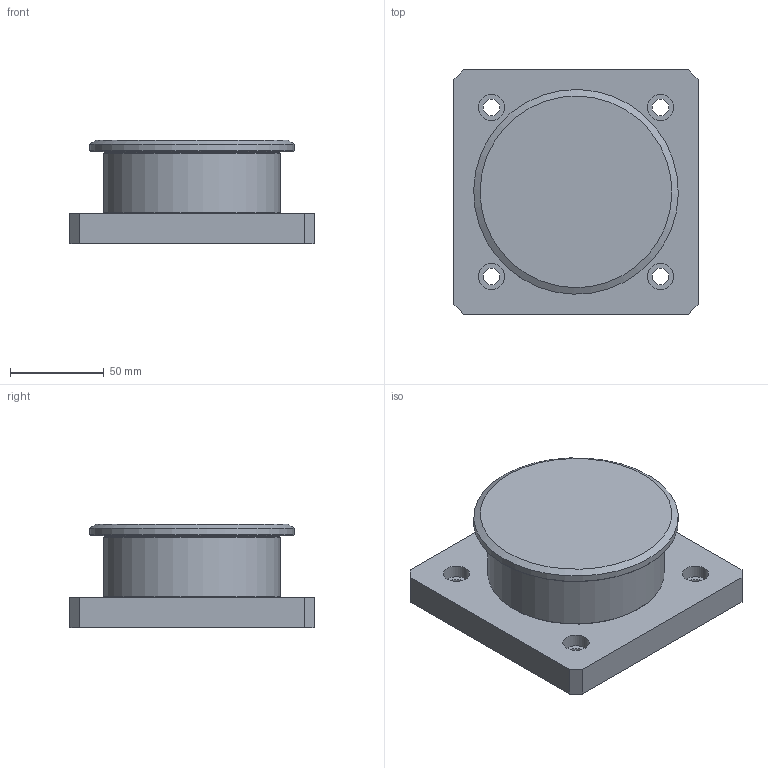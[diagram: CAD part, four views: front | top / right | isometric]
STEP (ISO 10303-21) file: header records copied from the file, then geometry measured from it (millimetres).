
FILE_DESCRIPTION(/* description */ (''),/* implementation_level */ '2;1');
FILE_NAME(/* name */ 'EFFU-300-N-SUS.stp',/* time_stamp */ '2018-09-20T13:09:55+09:00',/* author */ ('idt-l'),/* organization */ (''),/* preprocessor_version */ 'ST-DEVELOPER v16.13',/* originating_system */ 'Autodesk Inventor 2018',/* authorisation */ '');
FILE_SCHEMA (('AUTOMOTIVE_DESIGN { 1 0 10303 214 3 1 1 }'));
Length unit declared in the file: inch
Products named in the file (1): EFFU-300-N-SUS ASS'Y
Bounding box: 130 x 130 x 55 mm (x, y, z)
Volume: 546090.1 mm3; surface area: 62184.6 mm2
Topology: 1 solids, 1 shells, 32 faces, 66 edges, 43 vertices
Faces by surface type: plane 17, cylinder 11, cone 4
Full cylindrical faces by diameter (mm): 9 x4, 14 x4, 85 x1, 94 x1, 109 x1
Entity records: 870 total; most frequent: DIRECTION 142, CARTESIAN_POINT 125, ORIENTED_EDGE 100, EDGE_LOOP 62, AXIS2_PLACEMENT_3D 59, EDGE_CURVE 50, VERTEX_POINT 42, STYLED_ITEM 32
